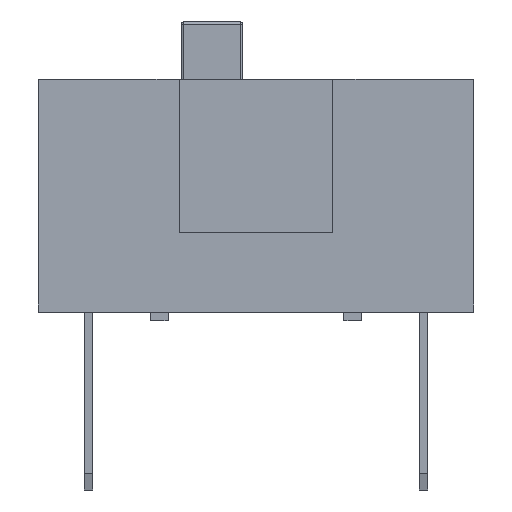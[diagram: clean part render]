
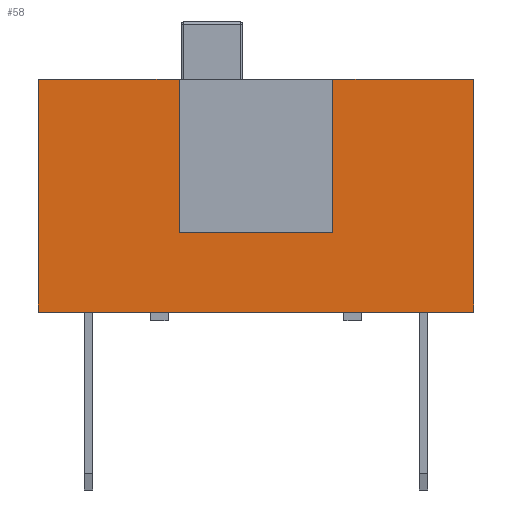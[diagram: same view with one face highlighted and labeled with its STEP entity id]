
A CAD part, left-side view. The second image highlights one B-rep face of the part: STEP entity #58.
In plain terms, the highlighted planar face has unit normal (-1, 0, 0).
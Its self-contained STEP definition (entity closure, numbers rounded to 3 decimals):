
#58=ADVANCED_FACE('',(#14359),#14361,.T.);
#14359=FACE_BOUND('',#14360,.T.);
#14360=EDGE_LOOP('',(#25616,#25617,#25618,#25619,#25620,#25621,#25622,#25623));
#14361=PLANE('',#14362);
#14362=AXIS2_PLACEMENT_3D('',#14363,#14364,#14365);
#14363=CARTESIAN_POINT('',(-2.,0.,0.));
#14364=DIRECTION('',(-1.,0.,0.));
#14365=DIRECTION('',(0.,0.,1.));
#25616=ORIENTED_EDGE('',*,*,#34116,.T.);
#25617=ORIENTED_EDGE('',*,*,#34117,.T.);
#25618=ORIENTED_EDGE('',*,*,#34118,.T.);
#25619=ORIENTED_EDGE('',*,*,#34119,.T.);
#25620=ORIENTED_EDGE('',*,*,#34120,.T.);
#25621=ORIENTED_EDGE('',*,*,#34121,.T.);
#25622=ORIENTED_EDGE('',*,*,#34122,.T.);
#25623=ORIENTED_EDGE('',*,*,#34123,.T.);
#34116=EDGE_CURVE('',#38366,#38367,#38368,.F.);
#34117=EDGE_CURVE('',#38367,#38369,#38370,.F.);
#34118=EDGE_CURVE('',#38369,#38371,#38372,.F.);
#34119=EDGE_CURVE('',#38371,#38373,#38374,.T.);
#34120=EDGE_CURVE('',#38373,#38375,#38376,.T.);
#34121=EDGE_CURVE('',#38375,#38377,#38378,.T.);
#34122=EDGE_CURVE('',#38377,#38379,#38380,.T.);
#34123=EDGE_CURVE('',#38379,#38366,#38381,.T.);
#38366=VERTEX_POINT('',#45348);
#38367=VERTEX_POINT('',#45349);
#38368=LINE('',#45350,#45351);
#38369=VERTEX_POINT('',#45353);
#38370=LINE('',#45354,#45355);
#38371=VERTEX_POINT('',#45357);
#38372=LINE('',#45358,#45359);
#38373=VERTEX_POINT('',#45361);
#38374=LINE('',#45362,#45363);
#38375=VERTEX_POINT('',#45365);
#38376=LINE('',#45366,#45367);
#38377=VERTEX_POINT('',#45369);
#38378=LINE('',#45370,#45371);
#38379=VERTEX_POINT('',#45373);
#38380=LINE('',#45374,#45375);
#38381=LINE('',#45377,#45378);
#45348=CARTESIAN_POINT('',(-2.,2.06,5.5));
#45349=CARTESIAN_POINT('',(-2.,2.06,2.));
#45350=CARTESIAN_POINT('',(-2.,2.06,2.));
#45351=VECTOR('',#45352,1.);
#45352=DIRECTION('',(0.,0.,1.));
#45353=CARTESIAN_POINT('',(-2.,5.56,2.));
#45354=CARTESIAN_POINT('',(-2.,5.56,2.));
#45355=VECTOR('',#45356,1.);
#45356=DIRECTION('',(0.,-1.,0.));
#45357=CARTESIAN_POINT('',(-2.,5.56,5.5));
#45358=CARTESIAN_POINT('',(-2.,5.56,5.5));
#45359=VECTOR('',#45360,1.);
#45360=DIRECTION('',(0.,0.,-1.));
#45361=CARTESIAN_POINT('',(-2.,8.76,5.5));
#45362=CARTESIAN_POINT('',(-2.,5.56,5.5));
#45363=VECTOR('',#45364,1.);
#45364=DIRECTION('',(0.,1.,0.));
#45365=CARTESIAN_POINT('',(-2.,8.76,0.2));
#45366=CARTESIAN_POINT('',(-2.,8.76,5.5));
#45367=VECTOR('',#45368,1.);
#45368=DIRECTION('',(0.,0.,-1.));
#45369=CARTESIAN_POINT('',(-2.,-1.14,0.2));
#45370=CARTESIAN_POINT('',(-2.,8.76,0.2));
#45371=VECTOR('',#45372,1.);
#45372=DIRECTION('',(0.,-1.,0.));
#45373=CARTESIAN_POINT('',(-2.,-1.14,5.5));
#45374=CARTESIAN_POINT('',(-2.,-1.14,0.2));
#45375=VECTOR('',#45376,1.);
#45376=DIRECTION('',(0.,0.,1.));
#45377=CARTESIAN_POINT('',(-2.,-1.14,5.5));
#45378=VECTOR('',#45379,1.);
#45379=DIRECTION('',(0.,1.,0.));
